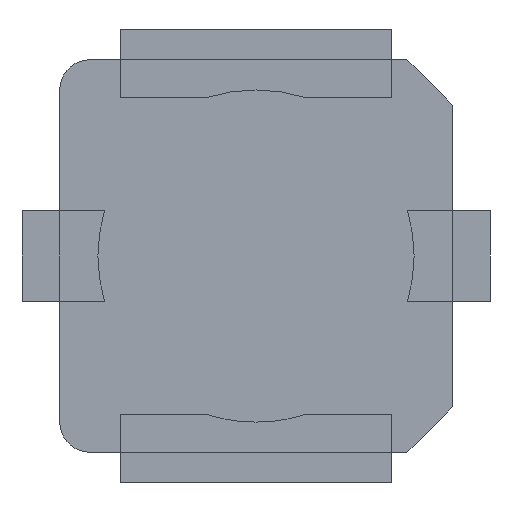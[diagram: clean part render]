
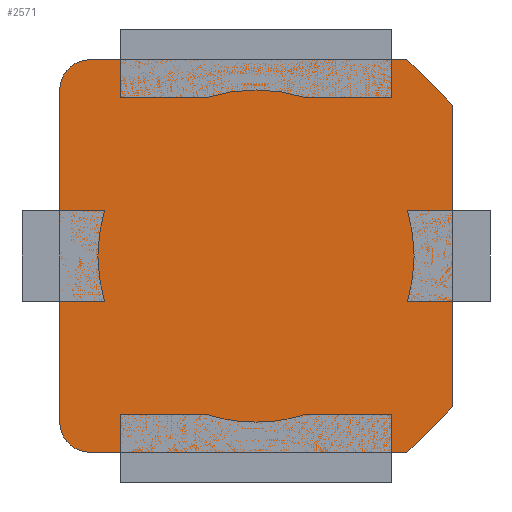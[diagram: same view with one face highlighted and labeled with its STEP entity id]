
A CAD part, front view. The second image highlights one B-rep face of the part: STEP entity #2571.
In plain terms, the highlighted planar face has unit normal (0, -1, 0).
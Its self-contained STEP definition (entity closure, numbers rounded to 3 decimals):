
#90 = CARTESIAN_POINT ( 'NONE',  ( 2.6, 0., 0. ) ) ;
#93 = CIRCLE ( 'NONE', #199, 0.2 ) ;
#141 = CARTESIAN_POINT ( 'NONE',  ( 2.45, 0., -2.45 ) ) ;
#144 = CARTESIAN_POINT ( 'NONE',  ( 2.6, 0., -2.3 ) ) ;
#199 = AXIS2_PLACEMENT_3D ( 'NONE', #632, #3043, #1471 ) ;
#252 = ORIENTED_EDGE ( 'NONE', *, *, #1019, .T. ) ;
#282 = DIRECTION ( 'NONE',  ( 0., 0., 1. ) ) ;
#295 = CARTESIAN_POINT ( 'NONE',  ( 0., 0., 0. ) ) ;
#310 = EDGE_CURVE ( 'NONE', #2104, #3338, #3261, .T. ) ;
#408 = DIRECTION ( 'NONE',  ( 0.707, 0., 0.707 ) ) ;
#429 = CARTESIAN_POINT ( 'NONE',  ( 1.15, 0., 1.15 ) ) ;
#555 = LINE ( 'NONE', #90, #1865 ) ;
#632 = CARTESIAN_POINT ( 'NONE',  ( 0.2, 0., -2.4 ) ) ;
#756 = CARTESIAN_POINT ( 'NONE',  ( 0., 0., -2.6 ) ) ;
#781 = VERTEX_POINT ( 'NONE', #1334 ) ;
#896 = EDGE_CURVE ( 'NONE', #1428, #781, #2189, .T. ) ;
#913 = ORIENTED_EDGE ( 'NONE', *, *, #2218, .F. ) ;
#957 = DIRECTION ( 'NONE',  ( 0., -1., 0. ) ) ;
#1019 = EDGE_CURVE ( 'NONE', #2230, #3216, #3427, .T. ) ;
#1080 = CARTESIAN_POINT ( 'NONE',  ( 2.3, 0., 0. ) ) ;
#1094 = PLANE ( 'NONE',  #2183 ) ;
#1155 = CIRCLE ( 'NONE', #2566, 0.2 ) ;
#1159 = EDGE_CURVE ( 'NONE', #3216, #1545, #93, .T. ) ;
#1181 = ORIENTED_EDGE ( 'NONE', *, *, #310, .T. ) ;
#1239 = VECTOR ( 'NONE', #1926, 1000. ) ;
#1284 = LINE ( 'NONE', #756, #2068 ) ;
#1319 = EDGE_CURVE ( 'NONE', #3219, #2230, #1155, .T. ) ;
#1334 = CARTESIAN_POINT ( 'NONE',  ( 2.6, 0., -0.3 ) ) ;
#1395 = ORIENTED_EDGE ( 'NONE', *, *, #1159, .T. ) ;
#1428 = VERTEX_POINT ( 'NONE', #1080 ) ;
#1468 = LINE ( 'NONE', #2697, #2986 ) ;
#1471 = DIRECTION ( 'NONE',  ( 0., 0., 1. ) ) ;
#1495 = CARTESIAN_POINT ( 'NONE',  ( 0.2, 0., -0.2 ) ) ;
#1499 = VECTOR ( 'NONE', #1769, 1000. ) ;
#1508 = EDGE_CURVE ( 'NONE', #1545, #2104, #1284, .T. ) ;
#1545 = VERTEX_POINT ( 'NONE', #1824 ) ;
#1590 = DIRECTION ( 'NONE',  ( 0., 1., 0. ) ) ;
#1755 = FACE_OUTER_BOUND ( 'NONE', #2673, .T. ) ;
#1757 = DIRECTION ( 'NONE',  ( 0., 0., 1. ) ) ;
#1769 = DIRECTION ( 'NONE',  ( 0.707, 0., -0.707 ) ) ;
#1824 = CARTESIAN_POINT ( 'NONE',  ( 0.2, 0., -2.6 ) ) ;
#1865 = VECTOR ( 'NONE', #3254, 1000. ) ;
#1926 = DIRECTION ( 'NONE',  ( 0., 0., -1. ) ) ;
#1932 = CARTESIAN_POINT ( 'NONE',  ( 0., 0., -0.2 ) ) ;
#2068 = VECTOR ( 'NONE', #2564, 1000. ) ;
#2104 = VERTEX_POINT ( 'NONE', #3218 ) ;
#2116 = EDGE_CURVE ( 'NONE', #3219, #1428, #1468, .T. ) ;
#2169 = ORIENTED_EDGE ( 'NONE', *, *, #1508, .T. ) ;
#2183 = AXIS2_PLACEMENT_3D ( 'NONE', #295, #1590, #282 ) ;
#2189 = LINE ( 'NONE', #429, #1499 ) ;
#2206 = ORIENTED_EDGE ( 'NONE', *, *, #1319, .T. ) ;
#2218 = EDGE_CURVE ( 'NONE', #781, #3338, #555, .T. ) ;
#2230 = VERTEX_POINT ( 'NONE', #1932 ) ;
#2325 = CARTESIAN_POINT ( 'NONE',  ( 0., 0., -2.4 ) ) ;
#2401 = ORIENTED_EDGE ( 'NONE', *, *, #2116, .F. ) ;
#2441 = ORIENTED_EDGE ( 'NONE', *, *, #896, .F. ) ;
#2564 = DIRECTION ( 'NONE',  ( 1., 0., 0. ) ) ;
#2566 = AXIS2_PLACEMENT_3D ( 'NONE', #1495, #957, #1757 ) ;
#2571 = ADVANCED_FACE ( 'NONE', ( #1755 ), #1094, .F. ) ;
#2633 = VECTOR ( 'NONE', #408, 1000. ) ;
#2673 = EDGE_LOOP ( 'NONE', ( #2401, #2206, #252, #1395, #2169, #1181, #913, #2441 ) ) ;
#2697 = CARTESIAN_POINT ( 'NONE',  ( 0., 0., 0. ) ) ;
#2840 = CARTESIAN_POINT ( 'NONE',  ( 0.2, 0., 0. ) ) ;
#2948 = DIRECTION ( 'NONE',  ( 1., 0., 0. ) ) ;
#2986 = VECTOR ( 'NONE', #2948, 1000. ) ;
#3043 = DIRECTION ( 'NONE',  ( 0., -1., 0. ) ) ;
#3216 = VERTEX_POINT ( 'NONE', #2325 ) ;
#3218 = CARTESIAN_POINT ( 'NONE',  ( 2.3, 0., -2.6 ) ) ;
#3219 = VERTEX_POINT ( 'NONE', #2840 ) ;
#3231 = CARTESIAN_POINT ( 'NONE',  ( 0., 0., 0. ) ) ;
#3254 = DIRECTION ( 'NONE',  ( 0., 0., -1. ) ) ;
#3261 = LINE ( 'NONE', #141, #2633 ) ;
#3338 = VERTEX_POINT ( 'NONE', #144 ) ;
#3427 = LINE ( 'NONE', #3231, #1239 ) ;
